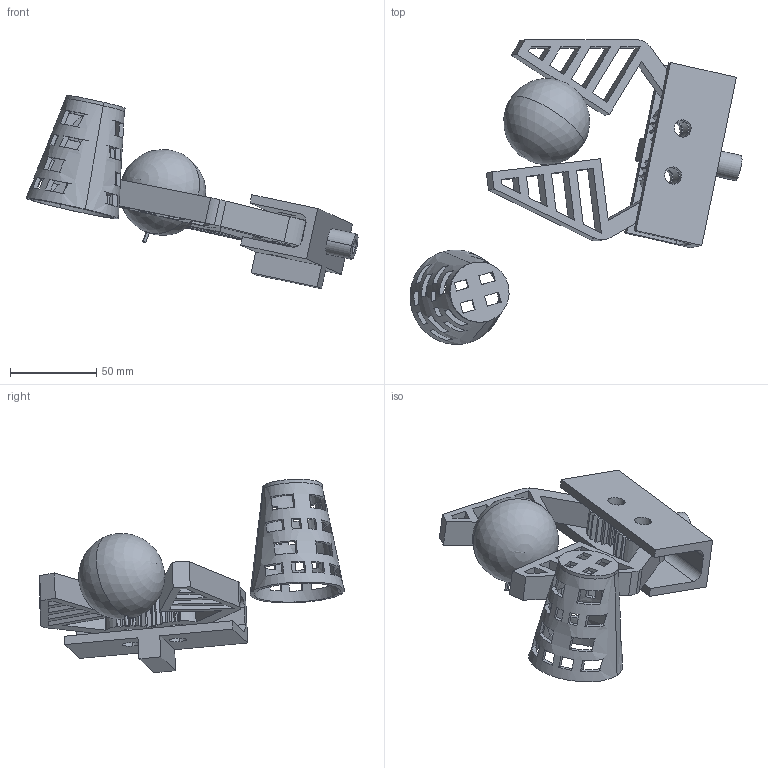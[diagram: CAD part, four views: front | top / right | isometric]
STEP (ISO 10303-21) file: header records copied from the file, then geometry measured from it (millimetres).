
FILE_DESCRIPTION (( 'STEP AP203' ), '1' );
FILE_NAME ('gripper_test_assembly_1.STEP', '2021-11-07T12:09:02', ( '' ), ( '' ), 'SwSTEP 2.0', 'SolidWorks 2020', '' );
FILE_SCHEMA (( 'CONFIG_CONTROL_DESIGN' ));
Length unit declared in the file: millimetre
Products named in the file (6): gripper_test_assembly_1; finger_fin_right; holder_fin; finger_fin; ball; planting cup
Assembly tree (5 placements, depth 2):
  gripper_test_assembly_1
    finger_fin_right
    finger_fin
    holder_fin
    planting cup
    ball
Bounding box: 192.67 x 176.9 x 112.26 mm (x, y, z)
Volume: 201385.7 mm3; surface area: 77223.5 mm2
Topology: 6 solids, 6 shells, 320 faces, 937 edges, 623 vertices
Faces by surface type: plane 255, cylinder 57, cone 6, sphere 2
Entity records: 11560 total; most frequent: CARTESIAN_POINT 2276, ORIENTED_EDGE 1864, DIRECTION 1710, EDGE_CURVE 932, VERTEX_POINT 620, VECTOR 610, LINE 610, AXIS2_PLACEMENT_3D 550
